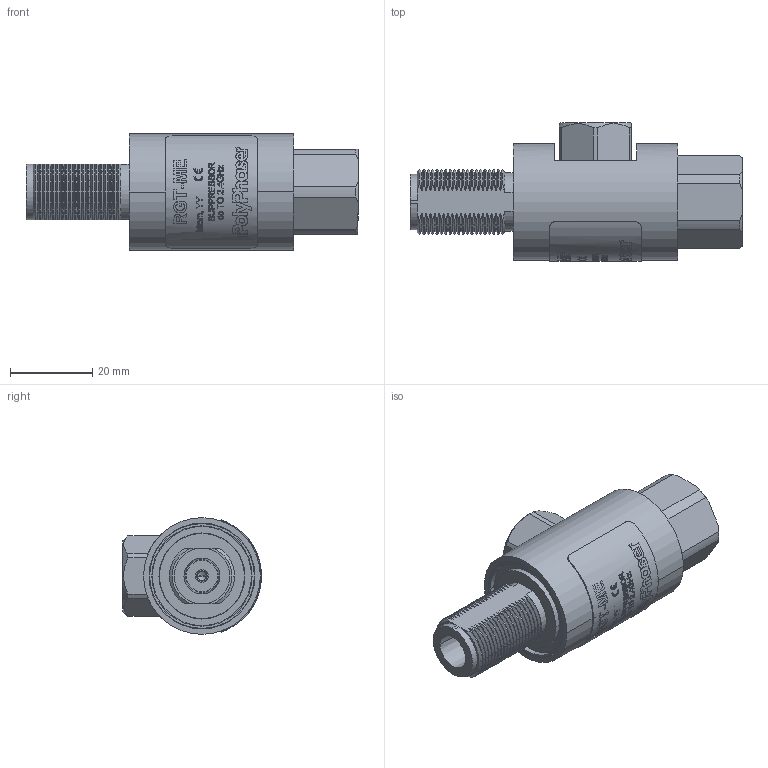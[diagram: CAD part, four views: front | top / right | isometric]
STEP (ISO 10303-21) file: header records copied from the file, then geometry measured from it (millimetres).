
FILE_DESCRIPTION (( 'STEP AP214' ), '1' );
FILE_NAME ('RGT-ME.STEP', '2019-07-30T17:15:21', ( '' ), ( '' ), 'SwSTEP 2.0', 'SolidWorks 2019', '' );
FILE_SCHEMA (( 'AUTOMOTIVE_DESIGN' ));
Length unit declared in the file: inch
Products named in the file (11): 2011-1306; 7020-1926; 5510-0002; 2012-1306; 4032-0011; RGT-ME
Assembly tree (5 placements, depth 2):
  2011-1306
  4032-0011
  2012-1306
  RGT-ME
    2011-1306
    2012-1306
    5510-0002
    4032-0011
    7020-1926
  7020-1926
Bounding box: 80.59 x 33.67 x 28.32 mm (x, y, z)
Volume: 28360.3 mm3; surface area: 17474.4 mm2
Topology: 5 solids, 5 shells, 1518 faces, 4212 edges, 2777 vertices
Faces by surface type: bspline 564, plane 474, cylinder 304, cone 162, torus 14
Entity records: 81919 total; most frequent: CARTESIAN_POINT 36311, ORIENTED_EDGE 8416, DIRECTION 4908, EDGE_CURVE 4208, VERTEX_POINT 2777, B_SPLINE_CURVE_WITH_KNOTS 2127, AXIS2_PLACEMENT_3D 1864, EDGE_LOOP 1599
